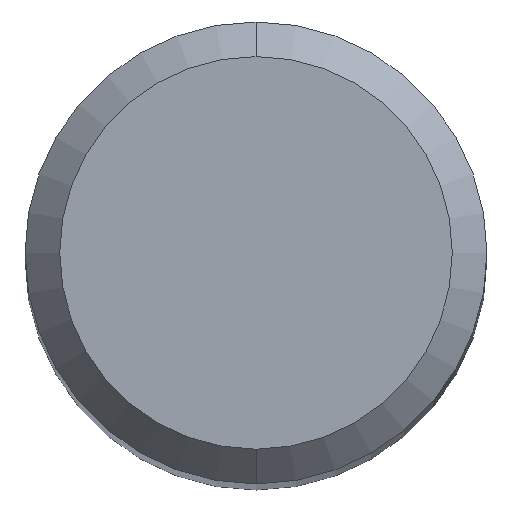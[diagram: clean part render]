
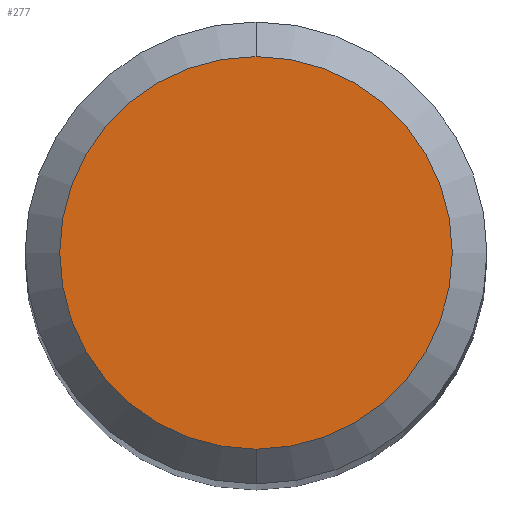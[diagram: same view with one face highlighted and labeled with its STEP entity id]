
A CAD part, top view. The second image highlights one B-rep face of the part: STEP entity #277.
In plain terms, the highlighted planar face has unit normal (0, 0, 1).
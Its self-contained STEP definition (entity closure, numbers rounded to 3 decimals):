
#269=EDGE_CURVE('',#427,#473,#704,.T.);
#277=ADVANCED_FACE('',(#713),#714,.T.);
#427=VERTEX_POINT('',#874);
#473=VERTEX_POINT('',#925);
#503=EDGE_CURVE('',#473,#427,#959,.T.);
#704=CIRCLE('',#1194,1.7);
#713=FACE_OUTER_BOUND('',#1204,.T.);
#714=PLANE('',#1205);
#874=CARTESIAN_POINT('',(0.,-1.7,0.0));
#925=CARTESIAN_POINT('',(0.0,1.7,0.0));
#959=CIRCLE('',#1654,1.7);
#1194=AXIS2_PLACEMENT_3D('',#1969,#1970,#1971);
#1204=EDGE_LOOP('',(#1991,#1992));
#1205=AXIS2_PLACEMENT_3D('',#1993,#1994,#1995);
#1654=AXIS2_PLACEMENT_3D('',#2304,#2305,#2306);
#1969=CARTESIAN_POINT('',(0.0,0.0,0.0));
#1970=DIRECTION('',(0.0,0.0,-1.0));
#1971=DIRECTION('',(0.0,1.0,0.0));
#1991=ORIENTED_EDGE('',*,*,#503,.F.);
#1992=ORIENTED_EDGE('',*,*,#269,.F.);
#1993=CARTESIAN_POINT('',(0.0,0.85,0.0));
#1994=DIRECTION('',(-0.0,0.0,1.0));
#1995=DIRECTION('',(0.0,-1.0,0.0));
#2304=CARTESIAN_POINT('',(0.0,0.0,0.0));
#2305=DIRECTION('',(0.0,0.0,-1.0));
#2306=DIRECTION('',(0.0,1.0,0.0));
